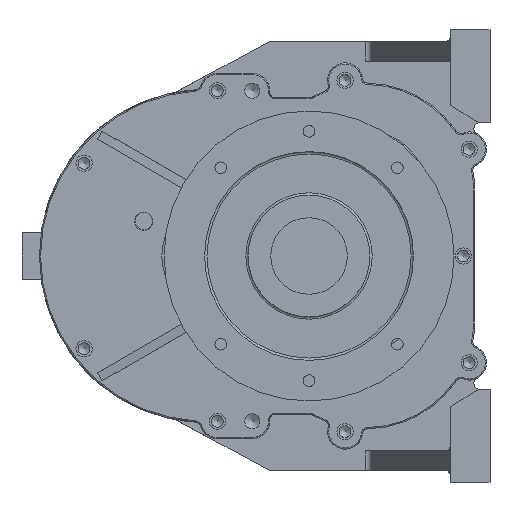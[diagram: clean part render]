
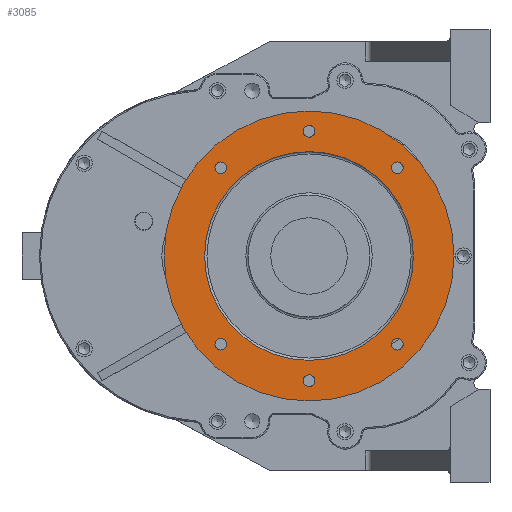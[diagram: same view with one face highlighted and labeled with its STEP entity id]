
A CAD part, left-side view. The second image highlights one B-rep face of the part: STEP entity #3085.
In plain terms, the highlighted planar face has unit normal (-1, 0, 0).
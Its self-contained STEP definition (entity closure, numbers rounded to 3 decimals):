
#392 = EDGE_LOOP ( 'NONE', ( #11511 ) ) ;
#910 = CARTESIAN_POINT ( 'NONE',  ( -18., -76.014, -81.114 ) ) ;
#946 = CARTESIAN_POINT ( 'NONE',  ( -18., 76.014, 76.014 ) ) ;
#1284 = FACE_BOUND ( 'NONE', #6573, .T. ) ;
#1624 = EDGE_CURVE ( 'NONE', #6570, #6570, #6603, .T. ) ;
#1778 = DIRECTION ( 'NONE',  ( 0., 0., 1. ) ) ;
#1916 = EDGE_CURVE ( 'NONE', #11745, #11745, #8120, .T. ) ;
#1965 = FACE_BOUND ( 'NONE', #14837, .T. ) ;
#2218 = AXIS2_PLACEMENT_3D ( 'NONE', #7788, #6036, #11312 ) ;
#2295 = DIRECTION ( 'NONE',  ( 1., 0., 0. ) ) ;
#2420 = CIRCLE ( 'NONE', #11796, 125. ) ;
#2473 = DIRECTION ( 'NONE',  ( 0., 0., -1. ) ) ;
#3085 = ADVANCED_FACE ( 'NONE', ( #6353, #7250, #7365, #1965, #3842, #1284, #12780, #16195 ), #9118, .T. ) ;
#3340 = CARTESIAN_POINT ( 'NONE',  ( -18., 0., 0. ) ) ;
#3558 = CARTESIAN_POINT ( 'NONE',  ( -18., 76.014, -76.014 ) ) ;
#3802 = CARTESIAN_POINT ( 'NONE',  ( -18., -76.014, -76.014 ) ) ;
#3842 = FACE_BOUND ( 'NONE', #19454, .T. ) ;
#4088 = EDGE_CURVE ( 'NONE', #12332, #12332, #7446, .T. ) ;
#4402 = VERTEX_POINT ( 'NONE', #20006 ) ;
#5099 = VERTEX_POINT ( 'NONE', #15686 ) ;
#6036 = DIRECTION ( 'NONE',  ( 1., 0., 0. ) ) ;
#6353 = FACE_BOUND ( 'NONE', #8500, .T. ) ;
#6464 = CARTESIAN_POINT ( 'NONE',  ( -18., 0., 107.5 ) ) ;
#6570 = VERTEX_POINT ( 'NONE', #910 ) ;
#6573 = EDGE_LOOP ( 'NONE', ( #10245 ) ) ;
#6603 = CIRCLE ( 'NONE', #19793, 5.1 ) ;
#7250 = FACE_BOUND ( 'NONE', #10461, .T. ) ;
#7331 = DIRECTION ( 'NONE',  ( 0., 0., 1. ) ) ;
#7365 = FACE_BOUND ( 'NONE', #15887, .T. ) ;
#7446 = CIRCLE ( 'NONE', #20625, 90. ) ;
#7686 = DIRECTION ( 'NONE',  ( 0., 0., -1. ) ) ;
#7788 = CARTESIAN_POINT ( 'NONE',  ( -18., -76.014, 76.014 ) ) ;
#8120 = CIRCLE ( 'NONE', #15260, 5.1 ) ;
#8269 = CARTESIAN_POINT ( 'NONE',  ( -18., 76.014, 70.914 ) ) ;
#8500 = EDGE_LOOP ( 'NONE', ( #17746 ) ) ;
#8587 = EDGE_LOOP ( 'NONE', ( #18938 ) ) ;
#9118 = PLANE ( 'NONE',  #21346 ) ;
#9705 = CIRCLE ( 'NONE', #2218, 5.1 ) ;
#10101 = DIRECTION ( 'NONE',  ( 0., 0., -1. ) ) ;
#10245 = ORIENTED_EDGE ( 'NONE', *, *, #19773, .T. ) ;
#10461 = EDGE_LOOP ( 'NONE', ( #16853 ) ) ;
#10509 = DIRECTION ( 'NONE',  ( -1., 0., 0. ) ) ;
#10966 = DIRECTION ( 'NONE',  ( 1., 0., 0. ) ) ;
#11123 = EDGE_CURVE ( 'NONE', #18126, #18126, #9705, .T. ) ;
#11163 = AXIS2_PLACEMENT_3D ( 'NONE', #3558, #22879, #16037 ) ;
#11312 = DIRECTION ( 'NONE',  ( 0., 0., -1. ) ) ;
#11511 = ORIENTED_EDGE ( 'NONE', *, *, #13725, .T. ) ;
#11745 = VERTEX_POINT ( 'NONE', #22591 ) ;
#11796 = AXIS2_PLACEMENT_3D ( 'NONE', #12709, #15894, #1778 ) ;
#12332 = VERTEX_POINT ( 'NONE', #13853 ) ;
#12709 = CARTESIAN_POINT ( 'NONE',  ( -18., 0., 0. ) ) ;
#12780 = FACE_BOUND ( 'NONE', #8587, .T. ) ;
#13725 = EDGE_CURVE ( 'NONE', #4402, #4402, #2420, .T. ) ;
#13761 = AXIS2_PLACEMENT_3D ( 'NONE', #15086, #2295, #7686 ) ;
#13791 = CIRCLE ( 'NONE', #16812, 5.1 ) ;
#13853 = CARTESIAN_POINT ( 'NONE',  ( -18., 0., 90. ) ) ;
#14419 = DIRECTION ( 'NONE',  ( -1., 0., 0. ) ) ;
#14434 = CARTESIAN_POINT ( 'NONE',  ( -18., -76.014, 70.914 ) ) ;
#14837 = EDGE_LOOP ( 'NONE', ( #16657 ) ) ;
#15086 = CARTESIAN_POINT ( 'NONE',  ( -18., 0., -107.5 ) ) ;
#15147 = ORIENTED_EDGE ( 'NONE', *, *, #19969, .T. ) ;
#15260 = AXIS2_PLACEMENT_3D ( 'NONE', #6464, #20853, #10101 ) ;
#15454 = VERTEX_POINT ( 'NONE', #8269 ) ;
#15534 = DIRECTION ( 'NONE',  ( 0., 0., -1. ) ) ;
#15686 = CARTESIAN_POINT ( 'NONE',  ( -18., 76.014, -81.114 ) ) ;
#15887 = EDGE_LOOP ( 'NONE', ( #17145 ) ) ;
#15894 = DIRECTION ( 'NONE',  ( -1., 0., 0. ) ) ;
#16037 = DIRECTION ( 'NONE',  ( 0., 0., -1. ) ) ;
#16195 = FACE_OUTER_BOUND ( 'NONE', #392, .T. ) ;
#16657 = ORIENTED_EDGE ( 'NONE', *, *, #11123, .T. ) ;
#16812 = AXIS2_PLACEMENT_3D ( 'NONE', #946, #17320, #15534 ) ;
#16853 = ORIENTED_EDGE ( 'NONE', *, *, #1916, .T. ) ;
#17145 = ORIENTED_EDGE ( 'NONE', *, *, #1624, .T. ) ;
#17320 = DIRECTION ( 'NONE',  ( 1., 0., 0. ) ) ;
#17584 = CIRCLE ( 'NONE', #11163, 5.1 ) ;
#17746 = ORIENTED_EDGE ( 'NONE', *, *, #22486, .T. ) ;
#18126 = VERTEX_POINT ( 'NONE', #14434 ) ;
#18938 = ORIENTED_EDGE ( 'NONE', *, *, #4088, .F. ) ;
#19366 = CARTESIAN_POINT ( 'NONE',  ( -18., 0., -112.6 ) ) ;
#19454 = EDGE_LOOP ( 'NONE', ( #15147 ) ) ;
#19758 = CARTESIAN_POINT ( 'NONE',  ( -18., -125., 0. ) ) ;
#19773 = EDGE_CURVE ( 'NONE', #5099, #5099, #17584, .T. ) ;
#19793 = AXIS2_PLACEMENT_3D ( 'NONE', #3802, #10966, #2473 ) ;
#19831 = CIRCLE ( 'NONE', #13761, 5.1 ) ;
#19969 = EDGE_CURVE ( 'NONE', #15454, #15454, #13791, .T. ) ;
#20006 = CARTESIAN_POINT ( 'NONE',  ( -18., 0., 125. ) ) ;
#20625 = AXIS2_PLACEMENT_3D ( 'NONE', #3340, #10509, #7331 ) ;
#20853 = DIRECTION ( 'NONE',  ( 1., 0., 0. ) ) ;
#21136 = VERTEX_POINT ( 'NONE', #19366 ) ;
#21346 = AXIS2_PLACEMENT_3D ( 'NONE', #19758, #14419, #21522 ) ;
#21522 = DIRECTION ( 'NONE',  ( 0., 0., 1. ) ) ;
#22486 = EDGE_CURVE ( 'NONE', #21136, #21136, #19831, .T. ) ;
#22591 = CARTESIAN_POINT ( 'NONE',  ( -18., 0., 102.4 ) ) ;
#22879 = DIRECTION ( 'NONE',  ( 1., 0., 0. ) ) ;
